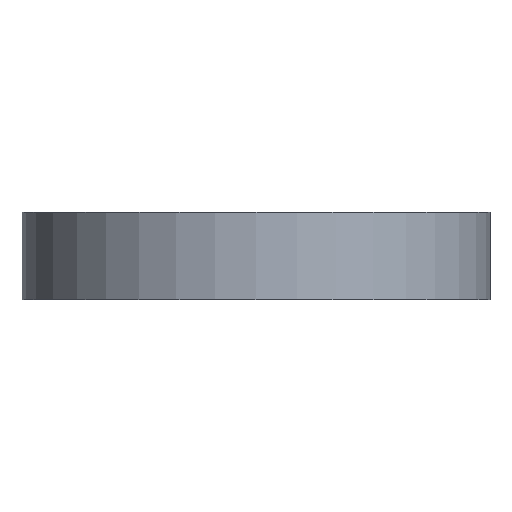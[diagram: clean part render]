
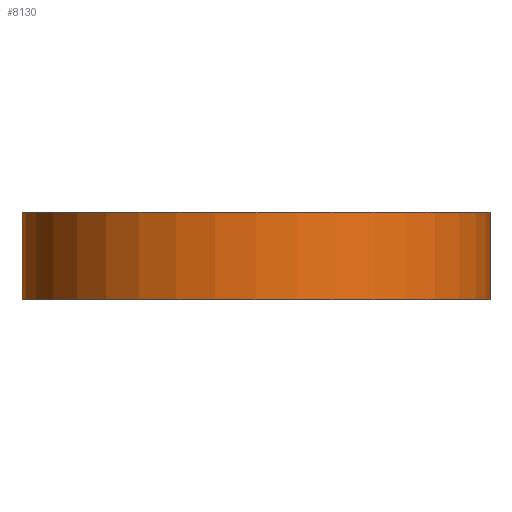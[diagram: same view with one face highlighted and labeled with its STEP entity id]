
A CAD part, front view. The second image highlights one B-rep face of the part: STEP entity #8130.
In plain terms, the highlighted cylindrical face has radius 30.8 mm (diameter 61.6 mm), a full revolution.
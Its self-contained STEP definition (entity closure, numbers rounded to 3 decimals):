
#201=CIRCLE('',#8605,30.8);
#202=CIRCLE('',#8606,30.8);
#401=CYLINDRICAL_SURFACE('',#8604,30.8);
#690=FACE_OUTER_BOUND('',#1126,.T.);
#1126=EDGE_LOOP('',(#5982,#5983,#5984,#5985));
#1619=LINE('',#17894,#2124);
#2124=VECTOR('',#9606,30.8);
#3385=VERTEX_POINT('',#17891);
#3386=VERTEX_POINT('',#17893);
#4467=EDGE_CURVE('',#3385,#3385,#201,.T.);
#4468=EDGE_CURVE('',#3385,#3386,#1619,.T.);
#4469=EDGE_CURVE('',#3386,#3386,#202,.T.);
#5982=ORIENTED_EDGE('',*,*,#4467,.F.);
#5983=ORIENTED_EDGE('',*,*,#4468,.T.);
#5984=ORIENTED_EDGE('',*,*,#4469,.F.);
#5985=ORIENTED_EDGE('',*,*,#4468,.F.);
#8130=ADVANCED_FACE('',(#690),#401,.T.);
#8604=AXIS2_PLACEMENT_3D('',#17890,#9602,#9603);
#8605=AXIS2_PLACEMENT_3D('',#17892,#9604,#9605);
#8606=AXIS2_PLACEMENT_3D('',#17895,#9607,#9608);
#9602=DIRECTION('center_axis',(0.,0.,-1.));
#9603=DIRECTION('ref_axis',(-1.,0.,0.));
#9604=DIRECTION('center_axis',(0.,0.,-1.));
#9605=DIRECTION('ref_axis',(-1.,0.,0.));
#9606=DIRECTION('',(0.,0.,1.));
#9607=DIRECTION('center_axis',(0.,0.,1.));
#9608=DIRECTION('ref_axis',(-1.,0.,0.));
#17890=CARTESIAN_POINT('Origin',(0.,0.,
7.));
#17891=CARTESIAN_POINT('',(30.8,0.,-4.5));
#17892=CARTESIAN_POINT('Origin',(0.,0.,
-4.5));
#17893=CARTESIAN_POINT('',(30.8,0.,7.));
#17894=CARTESIAN_POINT('',(30.8,0.,7.));
#17895=CARTESIAN_POINT('Origin',(0.,0.,
7.));
